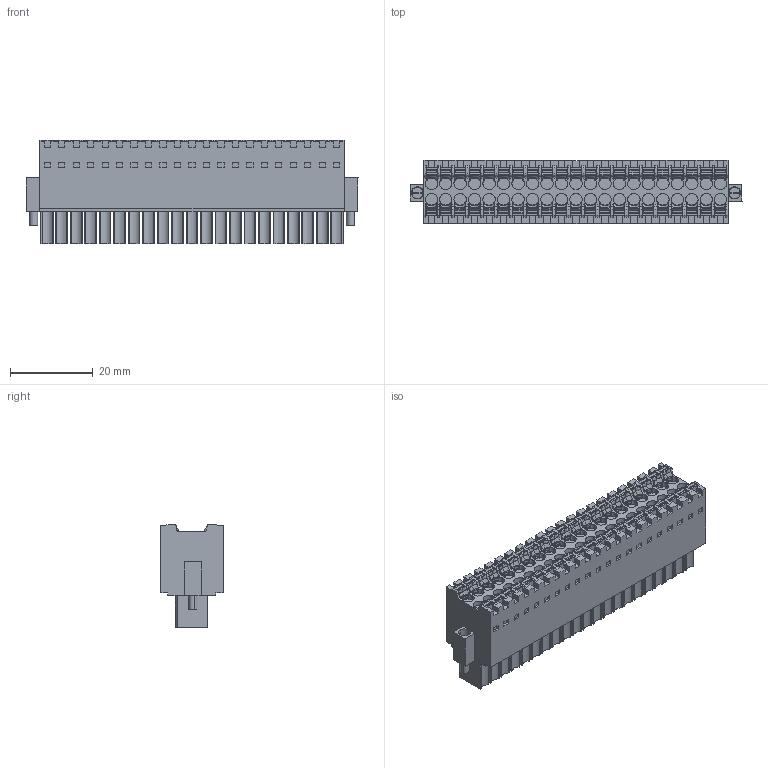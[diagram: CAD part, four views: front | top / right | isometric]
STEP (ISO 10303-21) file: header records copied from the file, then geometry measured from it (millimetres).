
FILE_DESCRIPTION(('CATIA V5 STEP','CAx-IF Rec.Pracs.--- Model Styling and Organization---1.4--- 2014-01-23'),'2;1');
FILE_NAME ('293903-6_0', '2023-08-22T06:46:25+00:00', ('none'), ('Weidmueller'), 'CATIA Version 5-6 Release 2016 SP3 HF44', 'CATIA V5 STEP AP214', 'none');
FILE_SCHEMA(('AUTOMOTIVE_DESIGN { 1 0 10303 214 1 1 1 1 }'));
Products named in the file (1): 2558530000
Bounding box: 80.25 x 15.2 x 25.05 mm (x, y, z)
Volume: 20631.3 mm3; surface area: 12996.4 mm2
Topology: 45 solids, 45 shells, 2813 faces, 8191 edges, 5577 vertices
Faces by surface type: plane 1827, cylinder 354, torus 251, extrusion 213, cone 84, bspline 84
Entity records: 96055 total; most frequent: CARTESIAN_POINT 29914, ORIENTED_EDGE 16382, DIRECTION 9285, EDGE_CURVE 8191, VECTOR 6004, LINE 5791, VERTEX_POINT 5577, EDGE_LOOP 2926
